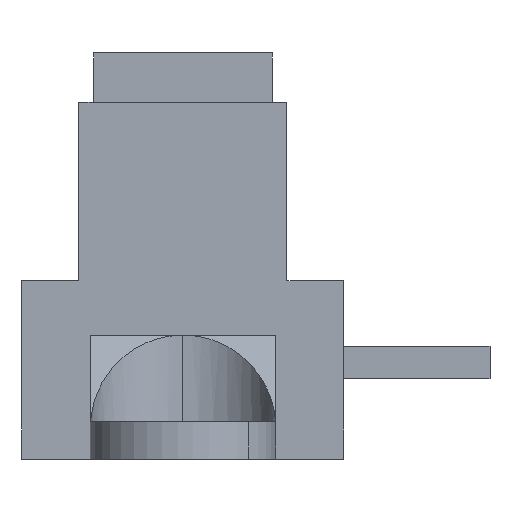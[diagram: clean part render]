
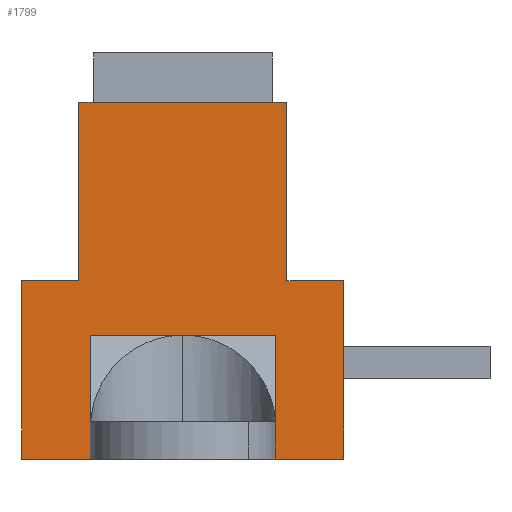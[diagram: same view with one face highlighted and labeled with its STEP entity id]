
A CAD part, left-side view. The second image highlights one B-rep face of the part: STEP entity #1799.
In plain terms, the highlighted planar face has unit normal (-1, 0, 0).
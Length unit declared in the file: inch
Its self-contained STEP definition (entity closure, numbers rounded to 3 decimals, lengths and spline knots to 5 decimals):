
#797=CARTESIAN_POINT('',(-0.58071,0.0,0.19685));
#798=VERTEX_POINT('',#797);
#1391=CARTESIAN_POINT('',(-0.58071,-0.25591,0.0));
#1392=VERTEX_POINT('',#1391);
#1399=CARTESIAN_POINT('',(-0.58071,-0.14764,0.0));
#1400=VERTEX_POINT('',#1399);
#1401=CARTESIAN_POINT('',(-0.58071,-0.25591,0.0));
#1402=DIRECTION('',(0.0,1.0,0.0));
#1403=VECTOR('',#1402,0.10827);
#1404=LINE('',#1401,#1403);
#1405=EDGE_CURVE('',#1392,#1400,#1404,.T.);
#1423=CARTESIAN_POINT('',(-0.58071,0.14764,0.0));
#1424=VERTEX_POINT('',#1423);
#1431=CARTESIAN_POINT('',(-0.58071,0.25591,0.0));
#1432=VERTEX_POINT('',#1431);
#1433=CARTESIAN_POINT('',(-0.58071,0.14764,0.0));
#1434=DIRECTION('',(0.0,1.0,0.0));
#1435=VECTOR('',#1434,0.10827);
#1436=LINE('',#1433,#1435);
#1437=EDGE_CURVE('',#1424,#1432,#1436,.T.);
#1593=CARTESIAN_POINT('',(-0.58071,-0.14764,0.19685));
#1594=VERTEX_POINT('',#1593);
#1601=CARTESIAN_POINT('',(-0.58071,0.0,0.19685));
#1602=DIRECTION('',(0.0,-1.0,0.0));
#1603=VECTOR('',#1602,0.14764);
#1604=LINE('',#1601,#1603);
#1605=EDGE_CURVE('',#798,#1594,#1604,.T.);
#1616=CARTESIAN_POINT('',(-0.58071,0.14764,0.19685));
#1617=VERTEX_POINT('',#1616);
#1618=CARTESIAN_POINT('',(-0.58071,0.14764,0.19685));
#1619=DIRECTION('',(0.0,-1.0,0.0));
#1620=VECTOR('',#1619,0.14764);
#1621=LINE('',#1618,#1620);
#1622=EDGE_CURVE('',#1617,#798,#1621,.T.);
#1661=CARTESIAN_POINT('',(-0.58071,0.14764,0.0));
#1662=DIRECTION('',(0.0,0.0,1.0));
#1663=VECTOR('',#1662,0.19685);
#1664=LINE('',#1661,#1663);
#1665=EDGE_CURVE('',#1424,#1617,#1664,.T.);
#1721=CARTESIAN_POINT('',(-0.58071,-0.14764,0.19685));
#1722=DIRECTION('',(0.0,0.0,-1.0));
#1723=VECTOR('',#1722,0.19685);
#1724=LINE('',#1721,#1723);
#1725=EDGE_CURVE('',#1594,#1400,#1724,.T.);
#1732=CARTESIAN_POINT('',(-0.58071,-0.25591,0.0));
#1733=DIRECTION('',(-1.0,0.0,0.0));
#1734=DIRECTION('',(0.0,0.0,1.0));
#1735=AXIS2_PLACEMENT_3D('',#1732,#1733,#1734);
#1736=PLANE('',#1735);
#1737=ORIENTED_EDGE('',*,*,#1665,.T.);
#1738=ORIENTED_EDGE('',*,*,#1622,.T.);
#1739=ORIENTED_EDGE('',*,*,#1605,.T.);
#1740=ORIENTED_EDGE('',*,*,#1725,.T.);
#1741=ORIENTED_EDGE('',*,*,#1405,.F.);
#1742=CARTESIAN_POINT('',(-0.58071,-0.25591,0.28346));
#1743=VERTEX_POINT('',#1742);
#1744=CARTESIAN_POINT('',(-0.58071,-0.25591,0.0));
#1745=DIRECTION('',(0.0,0.0,1.0));
#1746=VECTOR('',#1745,0.28346);
#1747=LINE('',#1744,#1746);
#1748=EDGE_CURVE('',#1392,#1743,#1747,.T.);
#1749=ORIENTED_EDGE('',*,*,#1748,.T.);
#1750=CARTESIAN_POINT('',(-0.58071,-0.16535,0.28346));
#1751=VERTEX_POINT('',#1750);
#1752=CARTESIAN_POINT('',(-0.58071,-0.25591,0.28346));
#1753=DIRECTION('',(0.0,1.0,0.0));
#1754=VECTOR('',#1753,0.09055);
#1755=LINE('',#1752,#1754);
#1756=EDGE_CURVE('',#1743,#1751,#1755,.T.);
#1757=ORIENTED_EDGE('',*,*,#1756,.T.);
#1758=CARTESIAN_POINT('',(-0.58071,-0.16535,0.56693));
#1759=VERTEX_POINT('',#1758);
#1760=CARTESIAN_POINT('',(-0.58071,-0.16535,0.28346));
#1761=DIRECTION('',(0.0,0.0,1.0));
#1762=VECTOR('',#1761,0.28346);
#1763=LINE('',#1760,#1762);
#1764=EDGE_CURVE('',#1751,#1759,#1763,.T.);
#1765=ORIENTED_EDGE('',*,*,#1764,.T.);
#1766=CARTESIAN_POINT('',(-0.58071,0.16535,0.56693));
#1767=VERTEX_POINT('',#1766);
#1768=CARTESIAN_POINT('',(-0.58071,-0.16535,0.56693));
#1769=DIRECTION('',(0.0,1.0,0.0));
#1770=VECTOR('',#1769,0.33071);
#1771=LINE('',#1768,#1770);
#1772=EDGE_CURVE('',#1759,#1767,#1771,.T.);
#1773=ORIENTED_EDGE('',*,*,#1772,.T.);
#1774=CARTESIAN_POINT('',(-0.58071,0.16535,0.28346));
#1775=VERTEX_POINT('',#1774);
#1776=CARTESIAN_POINT('',(-0.58071,0.16535,0.28346));
#1777=DIRECTION('',(0.0,0.0,1.0));
#1778=VECTOR('',#1777,0.28346);
#1779=LINE('',#1776,#1778);
#1780=EDGE_CURVE('',#1775,#1767,#1779,.T.);
#1781=ORIENTED_EDGE('',*,*,#1780,.F.);
#1782=CARTESIAN_POINT('',(-0.58071,0.25591,0.28346));
#1783=VERTEX_POINT('',#1782);
#1784=CARTESIAN_POINT('',(-0.58071,0.16535,0.28346));
#1785=DIRECTION('',(0.0,1.0,0.0));
#1786=VECTOR('',#1785,0.09055);
#1787=LINE('',#1784,#1786);
#1788=EDGE_CURVE('',#1775,#1783,#1787,.T.);
#1789=ORIENTED_EDGE('',*,*,#1788,.T.);
#1790=CARTESIAN_POINT('',(-0.58071,0.25591,0.0));
#1791=DIRECTION('',(0.0,0.0,1.0));
#1792=VECTOR('',#1791,0.28346);
#1793=LINE('',#1790,#1792);
#1794=EDGE_CURVE('',#1432,#1783,#1793,.T.);
#1795=ORIENTED_EDGE('',*,*,#1794,.F.);
#1796=ORIENTED_EDGE('',*,*,#1437,.F.);
#1797=EDGE_LOOP('',(#1737,#1738,#1739,#1740,#1741,#1749,#1757,#1765,#1773,#1781,#1789,#1795,#1796));
#1798=FACE_OUTER_BOUND('',#1797,.T.);
#1799=ADVANCED_FACE('',(#1798),#1736,.T.);
